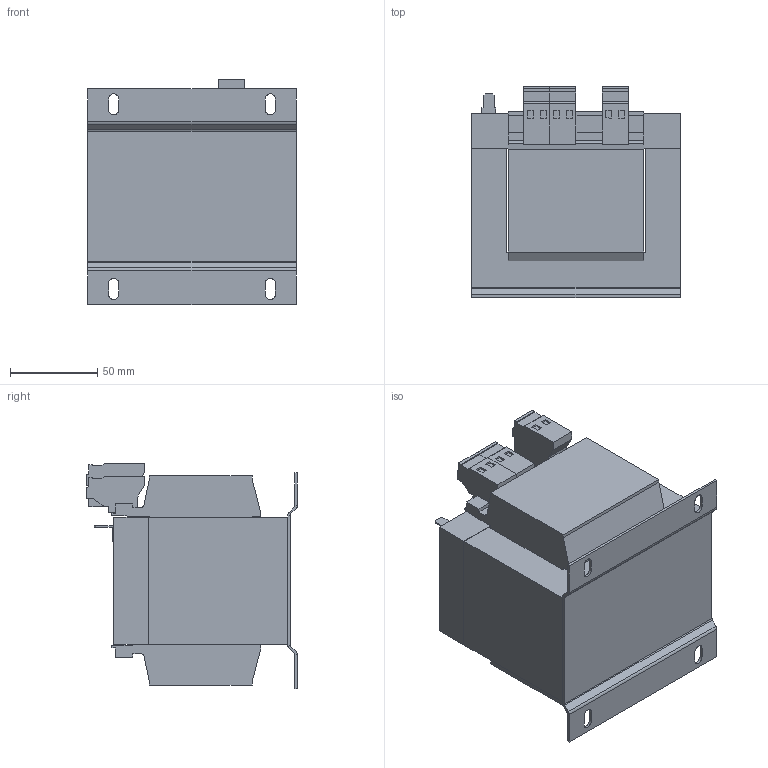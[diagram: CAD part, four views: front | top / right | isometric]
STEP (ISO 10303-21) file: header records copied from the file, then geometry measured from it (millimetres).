
FILE_DESCRIPTION (( 'STEP AP214' ), '1' );
FILE_NAME ('325937.STEP', '2020-12-22T06:15:02', ( '' ), ( '' ), 'SwSTEP 2.0', 'SolidWorks 2018', '' );
FILE_SCHEMA (( 'AUTOMOTIVE_DESIGN' ));
Length unit declared in the file: millimetre
Products named in the file (1): 325937
Bounding box: 120 x 121.05 x 129.3 mm (x, y, z)
Volume: 1160466.1 mm3; surface area: 125461.7 mm2
Topology: 1 solids, 1 shells, 241 faces, 616 edges, 388 vertices
Faces by surface type: plane 207, cylinder 34
Entity records: 7172 total; most frequent: CARTESIAN_POINT 1246, ORIENTED_EDGE 1232, DIRECTION 1168, EDGE_CURVE 616, LINE 548, VECTOR 548, VERTEX_POINT 388, AXIS2_PLACEMENT_3D 310
